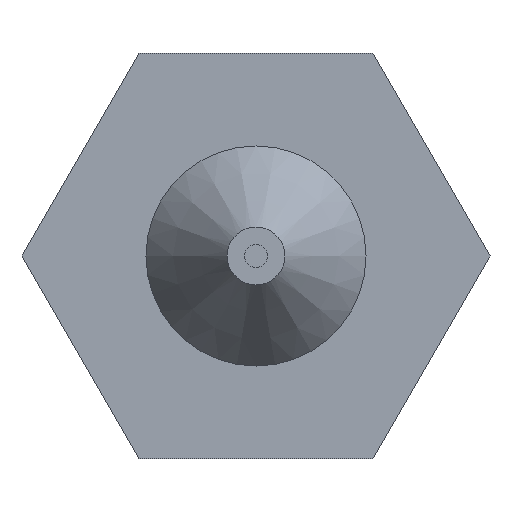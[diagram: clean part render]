
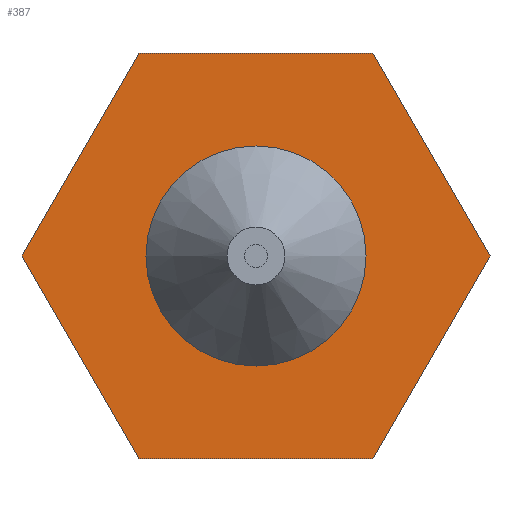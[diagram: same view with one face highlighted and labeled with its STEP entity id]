
A CAD part, front view. The second image highlights one B-rep face of the part: STEP entity #387.
In plain terms, the highlighted planar face has unit normal (0, -1, 0).
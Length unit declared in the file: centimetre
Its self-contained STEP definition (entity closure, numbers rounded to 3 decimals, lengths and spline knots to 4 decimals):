
#128=CIRCLE('',#424,0.19);
#129=VERTEX_POINT('',#511);
#130=VERTEX_POINT('',#512);
#133=VERTEX_POINT('',#520);
#135=VERTEX_POINT('',#526);
#138=VERTEX_POINT('',#535);
#140=VERTEX_POINT('',#541);
#155=VERTEX_POINT('',#588);
#156=VECTOR('',#429,1.);
#160=VECTOR('',#434,1.);
#163=VECTOR('',#438,1.);
#166=VECTOR('',#445,1.);
#169=VECTOR('',#449,1.);
#172=VECTOR('',#453,1.);
#174=LINE('',#510,#156);
#178=LINE('',#519,#160);
#181=LINE('',#525,#163);
#184=LINE('',#534,#166);
#187=LINE('',#540,#169);
#190=LINE('',#546,#172);
#192=EDGE_CURVE('',#129,#130,#174,.T.);
#196=EDGE_CURVE('',#133,#129,#178,.T.);
#199=EDGE_CURVE('',#135,#133,#181,.T.);
#203=EDGE_CURVE('',#130,#138,#184,.T.);
#206=EDGE_CURVE('',#138,#140,#187,.T.);
#209=EDGE_CURVE('',#140,#135,#190,.T.);
#224=EDGE_CURVE('',#155,#155,#128,.T.);
#275=ORIENTED_EDGE('',*,*,#192,.T.);
#276=ORIENTED_EDGE('',*,*,#203,.T.);
#277=ORIENTED_EDGE('',*,*,#206,.T.);
#278=ORIENTED_EDGE('',*,*,#209,.T.);
#279=ORIENTED_EDGE('',*,*,#199,.T.);
#280=ORIENTED_EDGE('',*,*,#196,.T.);
#281=ORIENTED_EDGE('',*,*,#224,.T.);
#323=EDGE_LOOP('',(#275,#276,#277,#278,#279,#280));
#324=EDGE_LOOP('',(#281));
#361=FACE_BOUND('',#323,.T.);
#362=FACE_BOUND('',#324,.T.);
#387=ADVANCED_FACE('',(#361,#362),#603,.T.);
#424=AXIS2_PLACEMENT_3D('',#587,#503,#504);
#425=AXIS2_PLACEMENT_3D('',#589,#505,$);
#429=DIRECTION('',(-0.5,0.,-0.866));
#434=DIRECTION('',(-1.,0.,0.));
#438=DIRECTION('',(-0.5,0.,0.866));
#445=DIRECTION('',(0.5,0.,-0.866));
#449=DIRECTION('',(1.,0.,0.));
#453=DIRECTION('',(0.5,0.,0.866));
#503=DIRECTION('',(0.,1.,0.));
#504=DIRECTION('',(-0.19,0.,0.));
#505=DIRECTION('',(0.,-1.,0.));
#510=CARTESIAN_POINT('',(-0.2021,-1.05,0.35));
#511=CARTESIAN_POINT('',(-0.2021,-1.05,0.35));
#512=CARTESIAN_POINT('',(-0.4041,-1.05,0.));
#519=CARTESIAN_POINT('',(0.2021,-1.05,0.35));
#520=CARTESIAN_POINT('',(0.2021,-1.05,0.35));
#525=CARTESIAN_POINT('',(0.4041,-1.05,0.));
#526=CARTESIAN_POINT('',(0.4041,-1.05,0.));
#534=CARTESIAN_POINT('',(-0.4041,-1.05,0.));
#535=CARTESIAN_POINT('',(-0.2021,-1.05,-0.35));
#540=CARTESIAN_POINT('',(-0.2021,-1.05,-0.35));
#541=CARTESIAN_POINT('',(0.2021,-1.05,-0.35));
#546=CARTESIAN_POINT('',(0.2021,-1.05,-0.35));
#587=CARTESIAN_POINT('',(0.,-1.05,0.));
#588=CARTESIAN_POINT('',(-0.19,-1.05,0.));
#589=CARTESIAN_POINT('',(-0.27,-1.05,0.));
#603=PLANE('',#425);
